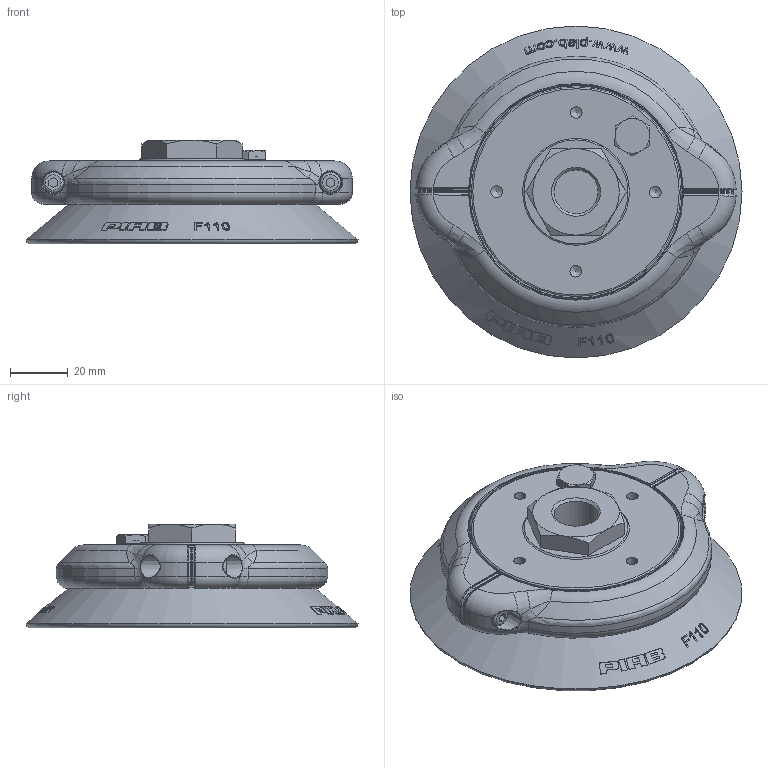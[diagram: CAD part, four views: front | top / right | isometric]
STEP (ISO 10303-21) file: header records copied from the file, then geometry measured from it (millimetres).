
FILE_DESCRIPTION( ( 'Unknown' ), '1' );
FILE_NAME( 'SE-0412606.stp', 'Unknown', ( 'Unknown' ), ( 'Unknown' ), 'PSStep 17.0.49', 'Unknown', ' ' );
FILE_SCHEMA( ( 'AUTOMOTIVE_DESIGN { 1 0 10303 214 1 1 1 1 }' ) );
Length unit declared in the file: millimetre
Products named in the file (12): 3107034; 3107212; 3113783; 0100557; 0103016; 0102944; 0102944-oa0; 0102995; 0102995-oa1; 3150167; Assem1; SE-0412602
Assembly tree (11 placements, depth 4):
  Assem1
    SE-0412602
    0100557
      0103016
      0102944
      0102944-oa0
      0102995
      0102995-oa1
      3150167
      3107034
        3107212
        3113783
Bounding box: 115 x 115 x 36 mm (x, y, z)
Volume: 216548.4 mm3; surface area: 63256.1 mm2
Topology: 9 solids, 9 shells, 757 faces, 1819 edges, 1105 vertices
Faces by surface type: plane 250, cylinder 159, bspline 88, extrusion 87, torus 86, cone 71, sphere 16
Full cylindrical faces by diameter (mm): 3.1 x2, 3.242 x4, 4 x6, 7 x2, 8.2 x1, 8.7 x1, 9.73 x1, 11.4 x1, 15.25 x1, 28 x1, 29.8 x1, 30 x1, 40 x1, 41 x1, 67 x1, 68 x1, 72.5 x1, 74 x2, 80 x1, 82 x1
Entity records: 40459 total; most frequent: CARTESIAN_POINT 21257, ORIENTED_EDGE 3362, DIRECTION 2745, EDGE_CURVE 1681, VERTEX_POINT 1084, AXIS2_PLACEMENT_3D 1077, EDGE_LOOP 906, FACE_OUTER_BOUND 812
